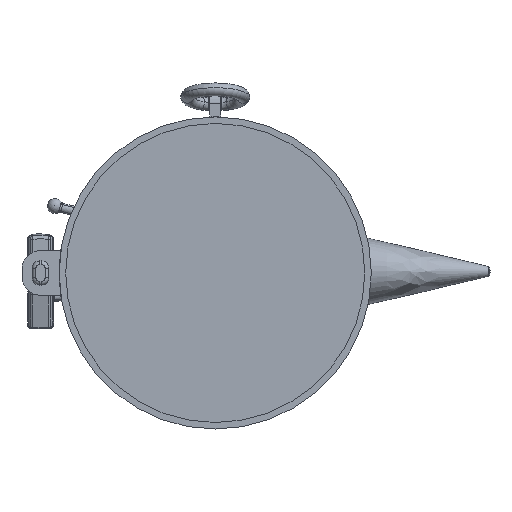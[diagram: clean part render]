
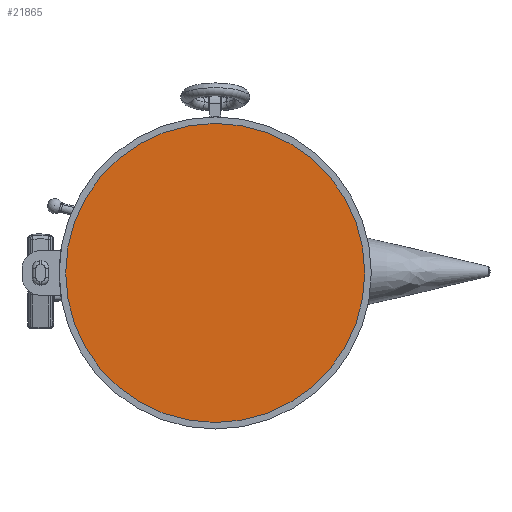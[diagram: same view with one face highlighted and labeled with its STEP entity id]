
A CAD part, front view. The second image highlights one B-rep face of the part: STEP entity #21865.
In plain terms, the highlighted planar face has unit normal (0, -1, 0).
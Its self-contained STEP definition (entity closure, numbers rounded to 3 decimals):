
#437 = CARTESIAN_POINT ( 'NONE',  ( 0., 0., 805. ) ) ;
#3373 = CARTESIAN_POINT ( 'NONE',  ( 0., 0., -805. ) ) ;
#4522 = FACE_OUTER_BOUND ( 'NONE', #24417, .T. ) ;
#5510 = PLANE ( 'NONE',  #9516 ) ;
#6316 = AXIS2_PLACEMENT_3D ( 'NONE', #18732, #7063, #20668 ) ;
#7063 = DIRECTION ( 'NONE',  ( 0., 1., 0. ) ) ;
#7553 = CARTESIAN_POINT ( 'NONE',  ( 0., 0., 0. ) ) ;
#8023 = CIRCLE ( 'NONE', #17110, 805. ) ;
#8443 = VERTEX_POINT ( 'NONE', #3373 ) ;
#9190 = EDGE_CURVE ( 'NONE', #8443, #21401, #8023, .T. ) ;
#9516 = AXIS2_PLACEMENT_3D ( 'NONE', #7553, #21165, #9548 ) ;
#9548 = DIRECTION ( 'NONE',  ( 0., 0., 1. ) ) ;
#10207 = CARTESIAN_POINT ( 'NONE',  ( 0., 0., 0. ) ) ;
#11201 = EDGE_CURVE ( 'NONE', #21401, #8443, #12566, .T. ) ;
#11281 = ORIENTED_EDGE ( 'NONE', *, *, #9190, .F. ) ;
#12142 = DIRECTION ( 'NONE',  ( 0., 0., 1. ) ) ;
#12480 = ORIENTED_EDGE ( 'NONE', *, *, #11201, .F. ) ;
#12566 = CIRCLE ( 'NONE', #6316, 805. ) ;
#17110 = AXIS2_PLACEMENT_3D ( 'NONE', #10207, #23800, #12142 ) ;
#18732 = CARTESIAN_POINT ( 'NONE',  ( 0., 0., 0. ) ) ;
#20668 = DIRECTION ( 'NONE',  ( 0., 0., 1. ) ) ;
#21165 = DIRECTION ( 'NONE',  ( 0., 1., 0. ) ) ;
#21401 = VERTEX_POINT ( 'NONE', #437 ) ;
#21865 = ADVANCED_FACE ( 'NONE', ( #4522 ), #5510, .F. ) ;
#23800 = DIRECTION ( 'NONE',  ( 0., 1., 0. ) ) ;
#24417 = EDGE_LOOP ( 'NONE', ( #11281, #12480 ) ) ;
